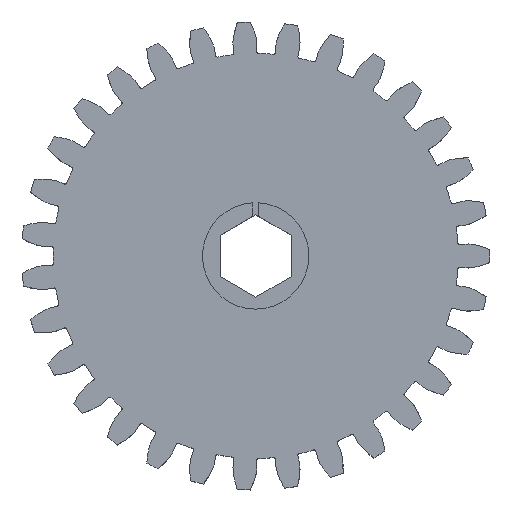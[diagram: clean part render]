
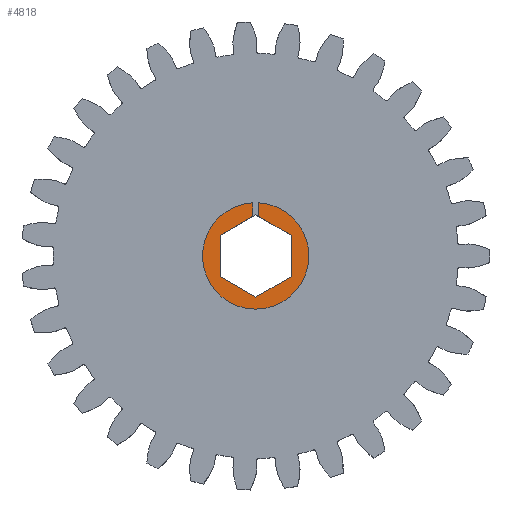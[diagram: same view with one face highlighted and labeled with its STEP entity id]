
A CAD part, top view. The second image highlights one B-rep face of the part: STEP entity #4818.
In plain terms, the highlighted planar face has unit normal (0, 0, 1).
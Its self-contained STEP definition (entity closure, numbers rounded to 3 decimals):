
#208=CIRCLE('',#5093,9.525);
#585=FACE_OUTER_BOUND('',#845,.T.);
#845=EDGE_LOOP('',(#3206,#3207,#3208,#3209,#3210,#3211,#3212,#3213,#3214));
#1106=LINE('',#6850,#1506);
#1110=LINE('',#6862,#1510);
#1112=LINE('',#6866,#1512);
#1113=LINE('',#6868,#1513);
#1114=LINE('',#6870,#1514);
#1115=LINE('',#6872,#1515);
#1116=LINE('',#6874,#1516);
#1117=LINE('',#6875,#1517);
#1506=VECTOR('',#5547,10.);
#1510=VECTOR('',#5559,10.);
#1512=VECTOR('',#5563,10.);
#1513=VECTOR('',#5564,10.);
#1514=VECTOR('',#5565,10.);
#1515=VECTOR('',#5566,10.);
#1516=VECTOR('',#5567,10.);
#1517=VECTOR('',#5568,10.);
#1906=VERTEX_POINT('',#6847);
#1907=VERTEX_POINT('',#6849);
#1909=VERTEX_POINT('',#6855);
#1911=VERTEX_POINT('',#6861);
#1912=VERTEX_POINT('',#6865);
#1913=VERTEX_POINT('',#6867);
#1914=VERTEX_POINT('',#6869);
#1915=VERTEX_POINT('',#6871);
#1916=VERTEX_POINT('',#6873);
#2422=EDGE_CURVE('',#1907,#1906,#1106,.T.);
#2425=EDGE_CURVE('',#1909,#1907,#208,.T.);
#2428=EDGE_CURVE('',#1911,#1909,#1110,.T.);
#2430=EDGE_CURVE('',#1906,#1912,#1112,.T.);
#2431=EDGE_CURVE('',#1912,#1913,#1113,.T.);
#2432=EDGE_CURVE('',#1913,#1914,#1114,.T.);
#2433=EDGE_CURVE('',#1914,#1915,#1115,.T.);
#2434=EDGE_CURVE('',#1915,#1916,#1116,.T.);
#2435=EDGE_CURVE('',#1916,#1911,#1117,.T.);
#3206=ORIENTED_EDGE('',*,*,#2430,.T.);
#3207=ORIENTED_EDGE('',*,*,#2431,.T.);
#3208=ORIENTED_EDGE('',*,*,#2432,.T.);
#3209=ORIENTED_EDGE('',*,*,#2433,.T.);
#3210=ORIENTED_EDGE('',*,*,#2434,.T.);
#3211=ORIENTED_EDGE('',*,*,#2435,.T.);
#3212=ORIENTED_EDGE('',*,*,#2428,.T.);
#3213=ORIENTED_EDGE('',*,*,#2425,.T.);
#3214=ORIENTED_EDGE('',*,*,#2422,.T.);
#4744=PLANE('',#5095);
#4818=ADVANCED_FACE('',(#585),#4744,.T.);
#5093=AXIS2_PLACEMENT_3D('',#6856,#5553,#5554);
#5095=AXIS2_PLACEMENT_3D('',#6864,#5561,#5562);
#5547=DIRECTION('',(0.,-1.,0.));
#5553=DIRECTION('center_axis',(0.,0.,1.));
#5554=DIRECTION('ref_axis',(-0.053,0.999,0.));
#5559=DIRECTION('',(0.,1.,0.));
#5561=DIRECTION('center_axis',(0.,0.,1.));
#5562=DIRECTION('ref_axis',(-1.,0.,0.));
#5563=DIRECTION('',(0.866,-0.5,0.));
#5564=DIRECTION('',(0.,-1.,0.));
#5565=DIRECTION('',(-0.866,-0.5,0.));
#5566=DIRECTION('',(-0.866,0.5,0.));
#5567=DIRECTION('',(0.,1.,0.));
#5568=DIRECTION('',(0.866,0.5,0.));
#6847=CARTESIAN_POINT('',(0.508,7.085,11.079));
#6849=CARTESIAN_POINT('',(0.508,9.511,11.079));
#6850=CARTESIAN_POINT('',(0.508,7.085,11.079));
#6855=CARTESIAN_POINT('',(-0.508,9.511,11.079));
#6856=CARTESIAN_POINT('Origin',(0.,0.,11.079));
#6861=CARTESIAN_POINT('',(-0.508,7.085,11.079));
#6862=CARTESIAN_POINT('',(-0.508,7.085,11.079));
#6864=CARTESIAN_POINT('Origin',(0.,-0.007,11.079));
#6865=CARTESIAN_POINT('',(6.39,3.689,11.079));
#6866=CARTESIAN_POINT('',(0.,7.379,11.079));
#6867=CARTESIAN_POINT('',(6.39,-3.689,11.079));
#6868=CARTESIAN_POINT('',(6.39,3.689,11.079));
#6869=CARTESIAN_POINT('',(0.,-7.379,11.079));
#6870=CARTESIAN_POINT('',(6.39,-3.689,11.079));
#6871=CARTESIAN_POINT('',(-6.39,-3.689,11.079));
#6872=CARTESIAN_POINT('',(0.,-7.379,11.079));
#6873=CARTESIAN_POINT('',(-6.39,3.689,11.079));
#6874=CARTESIAN_POINT('',(-6.39,-3.689,11.079));
#6875=CARTESIAN_POINT('',(-6.39,3.689,11.079));
